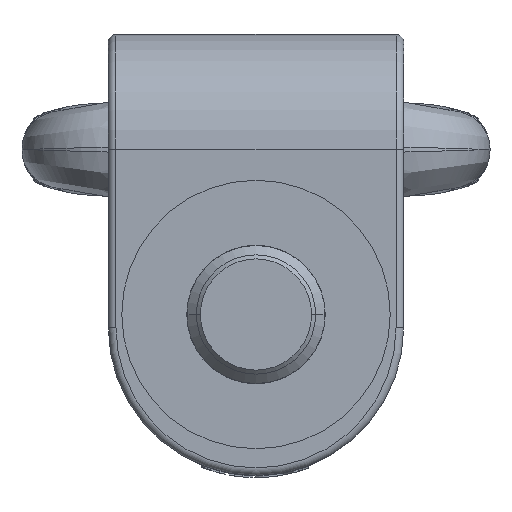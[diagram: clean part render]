
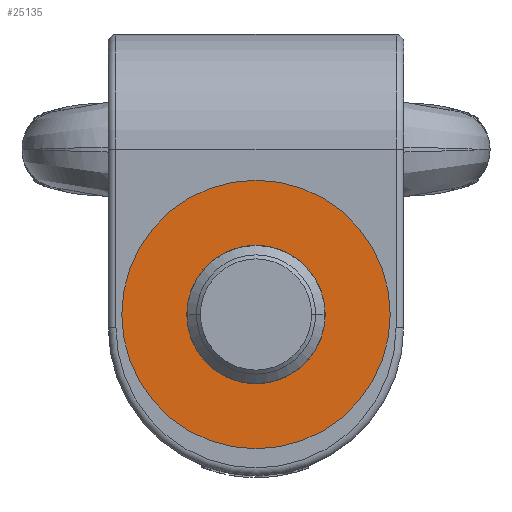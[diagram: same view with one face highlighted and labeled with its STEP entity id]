
A CAD part, front view. The second image highlights one B-rep face of the part: STEP entity #25135.
In plain terms, the highlighted face is planar.
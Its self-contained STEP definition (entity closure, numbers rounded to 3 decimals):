
#24974=CARTESIAN_POINT('',(0.,0.,38.5));
#24975=DIRECTION('',(0.,0.,-1.));
#24976=DIRECTION('',(1.,0.,0.));
#24977=AXIS2_PLACEMENT_3D('',#24974,#24975,#24976);
#24979=CARTESIAN_POINT('',(0.,0.,38.5));
#24980=DIRECTION('',(0.,0.,1.));
#24981=DIRECTION('',(1.,0.,0.));
#24982=AXIS2_PLACEMENT_3D('',#24979,#24980,#24981);
#24984=CARTESIAN_POINT('',(0.,0.,38.5));
#24985=DIRECTION('',(0.,0.,1.));
#24986=DIRECTION('',(1.,0.,0.));
#24987=AXIS2_PLACEMENT_3D('',#24984,#24985,#24986);
#24997=CARTESIAN_POINT('',(0.,0.,38.5));
#24998=DIRECTION('',(0.,0.,-1.));
#24999=DIRECTION('',(1.,0.,0.));
#25000=AXIS2_PLACEMENT_3D('',#24997,#24998,#24999);
#25086=CARTESIAN_POINT('',(35.,0.,38.5));
#25088=VERTEX_POINT('',#25086);
#25099=CARTESIAN_POINT('',(18.05,0.,38.5));
#25101=VERTEX_POINT('',#25099);
#25102=CARTESIAN_POINT('',(-35.,0.,38.5));
#25104=VERTEX_POINT('',#25102);
#25115=CARTESIAN_POINT('',(-18.05,0.,38.5));
#25117=VERTEX_POINT('',#25115);
#25118=CARTESIAN_POINT('',(0.,0.,38.5));
#25119=DIRECTION('',(0.,0.,1.));
#25120=DIRECTION('',(-1.,0.,0.));
#25121=AXIS2_PLACEMENT_3D('',#25118,#25119,#25120);
#25122=PLANE('',#25121);
#25124=ORIENTED_EDGE('',*,*,#25123,.F.);
#25126=ORIENTED_EDGE('',*,*,#25125,.T.);
#25127=EDGE_LOOP('',(#25124,#25126));
#25128=FACE_OUTER_BOUND('',#25127,.F.);
#25130=ORIENTED_EDGE('',*,*,#25129,.F.);
#25132=ORIENTED_EDGE('',*,*,#25131,.T.);
#25133=EDGE_LOOP('',(#25130,#25132));
#25134=FACE_BOUND('',#25133,.F.);
#25135=ADVANCED_FACE('',(#25128,#25134),#25122,.T.);
#24978=CIRCLE('',#24977,18.05);
#24983=CIRCLE('',#24982,18.05);
#24988=CIRCLE('',#24987,35.);
#25001=CIRCLE('',#25000,35.);
#25123=EDGE_CURVE('',#25088,#25104,#24988,.T.);
#25125=EDGE_CURVE('',#25088,#25104,#25001,.T.);
#25129=EDGE_CURVE('',#25101,#25117,#24978,.T.);
#25131=EDGE_CURVE('',#25101,#25117,#24983,.T.);
